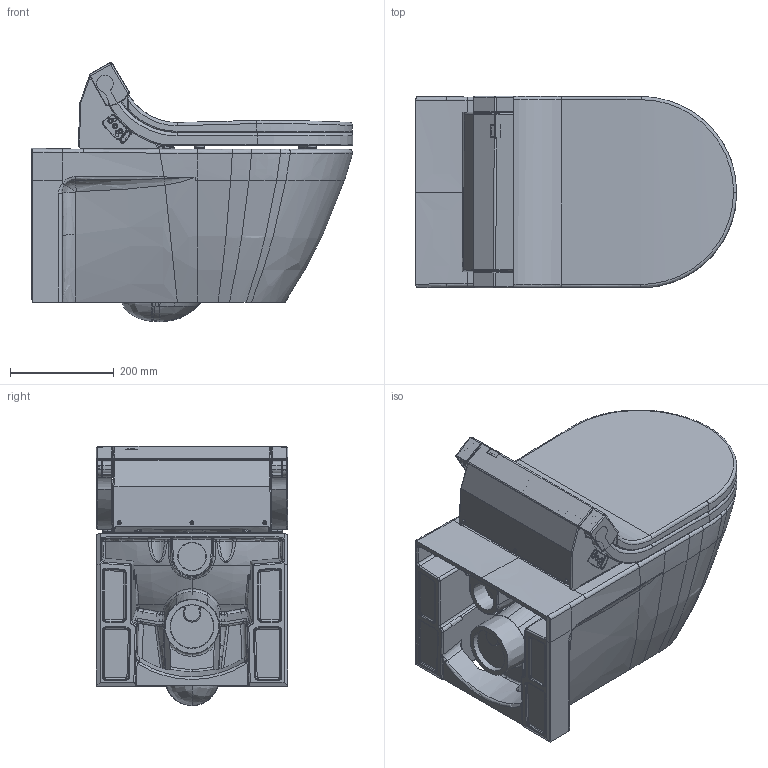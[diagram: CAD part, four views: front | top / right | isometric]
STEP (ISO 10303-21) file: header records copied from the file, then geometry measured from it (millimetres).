
FILE_DESCRIPTION((''),'2;1');
FILE_NAME('253359_610001_e.stp','2014-11-12T18:31:43',('Administrator'),(''),'Autodesk Inventor 2011','Autodesk Inventor 2011','');
FILE_SCHEMA(('CONFIG_CONTROL_DESIGN'));
Length unit declared in the file: millimetre
Products named in the file (12): 253359_610001_e; 253359; 610001_e; COVERS 610001_e; BODY-CASE 610001_e; BUTTON-MEMBRANE 610001_e; INFRARED-LEFT 610001_e; PLATE1 610001_e; PLATE2 610001_e; SEAT-LID 610001_e; TOP-CASE 610001_e; SEAT-BUFFER 610001_e
Assembly tree (14 placements, depth 3):
  253359_610001_e
    253359
    610001_e
      COVERS 610001_e
      BODY-CASE 610001_e
      BUTTON-MEMBRANE 610001_e
      INFRARED-LEFT 610001_e
      PLATE1 610001_e
      PLATE2 610001_e
      SEAT-LID 610001_e
      TOP-CASE 610001_e
      SEAT-BUFFER 610001_e  x4
Bounding box: 620.38 x 370.16 x 500.21 mm (x, y, z)
Volume: 28684276 mm3; surface area: 2430671.6 mm2
Topology: 15 solids, 15 shells, 2701 faces, 6842 edges, 4186 vertices
Faces by surface type: bspline 1007, plane 745, cylinder 717, torus 110, cone 71, sphere 51
Full cylindrical faces by diameter (mm): 2 x1, 3.2 x2, 5 x2, 7.5 x3, 8 x3, 10 x3, 15.2 x4, 16 x2, 40 x2
Entity records: 180422 total; most frequent: CARTESIAN_POINT 119853, ORIENTED_EDGE 13334, DIRECTION 10512, EDGE_CURVE 6667, VERTEX_POINT 4120, AXIS2_PLACEMENT_3D 3973, EDGE_LOOP 2811, FACE_OUTER_BOUND 2655
